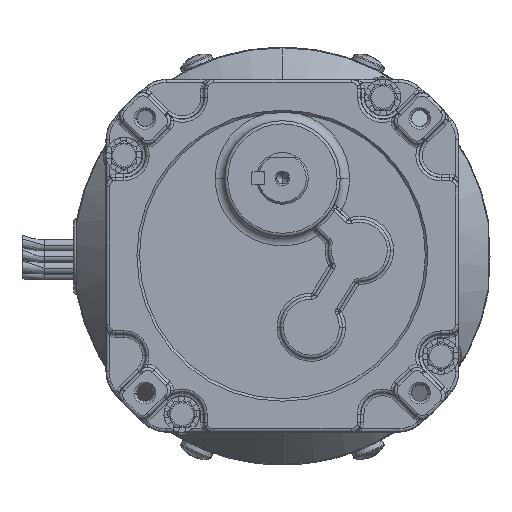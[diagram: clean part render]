
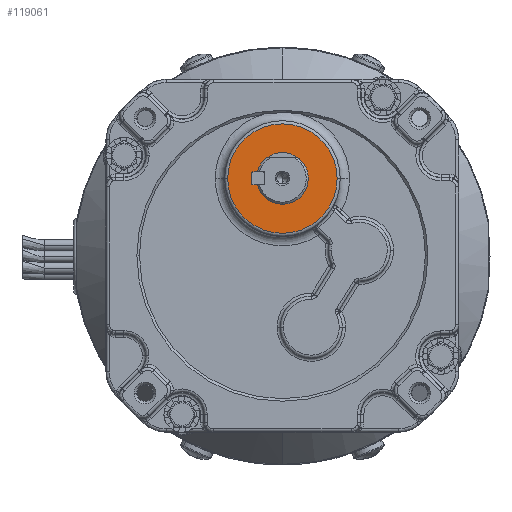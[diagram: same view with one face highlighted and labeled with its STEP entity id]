
A CAD part, top view. The second image highlights one B-rep face of the part: STEP entity #119061.
In plain terms, the highlighted planar face has unit normal (0, 0, 1).
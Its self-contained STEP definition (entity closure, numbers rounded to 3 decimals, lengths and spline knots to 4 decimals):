
#24263 = AXIS2_PLACEMENT_3D ( 'NONE', #76999, #77082, #77086 ) ;
#30635 = ORIENTED_EDGE ( 'NONE', *, *, #82247, .T. ) ;
#31218 = ORIENTED_EDGE ( 'NONE', *, *, #72619, .T. ) ;
#44785 = AXIS2_PLACEMENT_3D ( 'NONE', #94394, #94395, #94397 ) ;
#44914 = AXIS2_PLACEMENT_3D ( 'NONE', #96836, #96837, #96838 ) ;
#49793 = VERTEX_POINT ( 'NONE', #105080 ) ;
#49955 = VERTEX_POINT ( 'NONE', #105170 ) ;
#67635 = FACE_OUTER_BOUND ( 'NONE', #106226, .T. ) ;
#68326 = CIRCLE ( 'NONE', #44785, 0.5285 ) ;
#68554 = CIRCLE ( 'NONE', #44914, 0.5285 ) ;
#72619 = EDGE_CURVE ( 'NONE', #49955, #49793, #68326, .T. ) ;
#76999 = CARTESIAN_POINT ( 'NONE',  ( 0., 1.3028, 3.53 ) ) ;
#77003 = PLANE ( 'NONE',  #24263 ) ;
#77082 = DIRECTION ( 'NONE',  ( 0., 0., -1. ) ) ;
#77086 = DIRECTION ( 'NONE',  ( -1., 0., 0. ) ) ;
#82247 = EDGE_CURVE ( 'NONE', #49793, #49955, #68554, .T. ) ;
#94394 = CARTESIAN_POINT ( 'NONE',  ( 0., 0.7443, 3.53 ) ) ;
#94395 = DIRECTION ( 'NONE',  ( 0., 0., 1. ) ) ;
#94397 = DIRECTION ( 'NONE',  ( -1., 0., 0. ) ) ;
#96836 = CARTESIAN_POINT ( 'NONE',  ( 0., 0.7443, 3.53 ) ) ;
#96837 = DIRECTION ( 'NONE',  ( 0., 0., 1. ) ) ;
#96838 = DIRECTION ( 'NONE',  ( -1., 0., 0. ) ) ;
#105080 = CARTESIAN_POINT ( 'NONE',  ( -0.5285, 0.7443, 3.53 ) ) ;
#105170 = CARTESIAN_POINT ( 'NONE',  ( 0.5285, 0.7443, 3.53 ) ) ;
#106226 = EDGE_LOOP ( 'NONE', ( #30635, #31218 ) ) ;
#119061 = ADVANCED_FACE ( 'NONE', ( #67635 ), #77003, .F. ) ;
